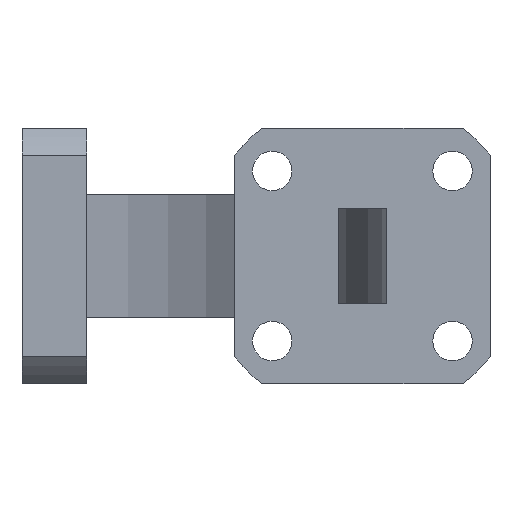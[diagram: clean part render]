
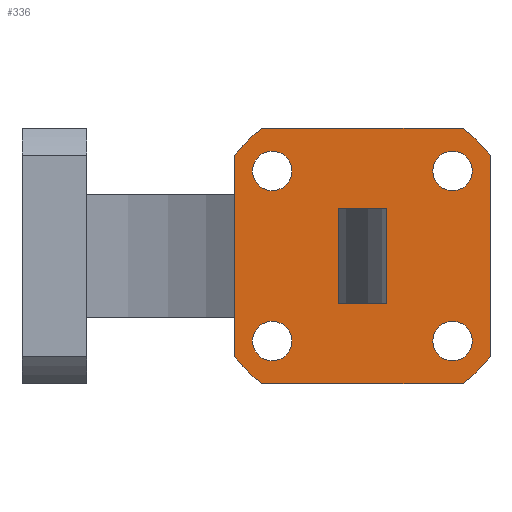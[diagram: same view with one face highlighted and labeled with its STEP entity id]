
A CAD part, front view. The second image highlights one B-rep face of the part: STEP entity #336.
In plain terms, the highlighted planar face has unit normal (0, -1, 0).
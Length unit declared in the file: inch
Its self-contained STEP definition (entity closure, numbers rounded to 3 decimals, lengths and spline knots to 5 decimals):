
#10 = CARTESIAN_POINT ( 'NONE',  ( 1.07, -1., 0.14 ) ) ;
#17 = CARTESIAN_POINT ( 'NONE',  ( 1.26496, -1., -0.25 ) ) ;
#26 = FACE_BOUND ( 'NONE', #914, .T. ) ;
#54 = ORIENTED_EDGE ( 'NONE', *, *, #1268, .T. ) ;
#66 = EDGE_CURVE ( 'NONE', #205, #514, #1210, .T. ) ;
#67 = ORIENTED_EDGE ( 'NONE', *, *, #696, .F. ) ;
#68 = VERTEX_POINT ( 'NONE', #569 ) ;
#69 = ORIENTED_EDGE ( 'NONE', *, *, #277, .F. ) ;
#72 = DIRECTION ( 'NONE',  ( -1., 0., 0. ) ) ;
#76 = CARTESIAN_POINT ( 'NONE',  ( 1.375, -1., 0.29626 ) ) ;
#83 = LINE ( 'NONE', #10, #1110 ) ;
#86 = DIRECTION ( 'NONE',  ( 0., 0., -1. ) ) ;
#92 = LINE ( 'NONE', #723, #1255 ) ;
#100 = CARTESIAN_POINT ( 'NONE',  ( 1., -1., 0. ) ) ;
#110 = CARTESIAN_POINT ( 'NONE',  ( 1., -1., 0. ) ) ;
#117 = CARTESIAN_POINT ( 'NONE',  ( 1.07, -1., -0.14 ) ) ;
#118 = CARTESIAN_POINT ( 'NONE',  ( 1.32296, -1., -0.25 ) ) ;
#121 = CIRCLE ( 'NONE', #412, 0.47791 ) ;
#143 = VECTOR ( 'NONE', #1122, 39.37008 ) ;
#144 = DIRECTION ( 'NONE',  ( 0., -1., 0. ) ) ;
#150 = EDGE_CURVE ( 'NONE', #1130, #564, #231, .T. ) ;
#159 = DIRECTION ( 'NONE',  ( 0., 0., -1. ) ) ;
#176 = VECTOR ( 'NONE', #411, 39.37008 ) ;
#192 = ORIENTED_EDGE ( 'NONE', *, *, #247, .F. ) ;
#194 = VECTOR ( 'NONE', #1346, 39.37008 ) ;
#205 = VERTEX_POINT ( 'NONE', #234 ) ;
#207 = VERTEX_POINT ( 'NONE', #341 ) ;
#225 = DIRECTION ( 'NONE',  ( 0., -1., 0. ) ) ;
#231 = LINE ( 'NONE', #921, #176 ) ;
#234 = CARTESIAN_POINT ( 'NONE',  ( 0.70374, -1., -0.375 ) ) ;
#238 = DIRECTION ( 'NONE',  ( 0., -1., 0. ) ) ;
#247 = EDGE_CURVE ( 'NONE', #399, #399, #707, .T. ) ;
#256 = VERTEX_POINT ( 'NONE', #1072 ) ;
#265 = CIRCLE ( 'NONE', #1213, 0.058 ) ;
#277 = EDGE_CURVE ( 'NONE', #318, #318, #797, .T. ) ;
#287 = CARTESIAN_POINT ( 'NONE',  ( 0.93, -1., 0.14 ) ) ;
#288 = FACE_BOUND ( 'NONE', #1003, .T. ) ;
#312 = EDGE_LOOP ( 'NONE', ( #705, #926, #560, #1238, #350, #379, #823, #889 ) ) ;
#318 = VERTEX_POINT ( 'NONE', #118 ) ;
#330 = EDGE_LOOP ( 'NONE', ( #342, #494, #1158, #54 ) ) ;
#332 = CARTESIAN_POINT ( 'NONE',  ( 0.79304, -1., 0.25 ) ) ;
#336 = ADVANCED_FACE ( 'NONE', ( #288, #655, #26, #1101, #831, #688 ), #357, .T. ) ;
#337 = CIRCLE ( 'NONE', #699, 0.47791 ) ;
#341 = CARTESIAN_POINT ( 'NONE',  ( 1.375, -1., -0.29626 ) ) ;
#342 = ORIENTED_EDGE ( 'NONE', *, *, #539, .T. ) ;
#343 = EDGE_CURVE ( 'NONE', #1123, #205, #1272, .T. ) ;
#350 = ORIENTED_EDGE ( 'NONE', *, *, #510, .T. ) ;
#354 = CARTESIAN_POINT ( 'NONE',  ( 1.32296, -1., 0.25 ) ) ;
#357 = PLANE ( 'NONE',  #886 ) ;
#379 = ORIENTED_EDGE ( 'NONE', *, *, #343, .T. ) ;
#397 = CARTESIAN_POINT ( 'NONE',  ( 0.625, -1., -0.375 ) ) ;
#399 = VERTEX_POINT ( 'NONE', #332 ) ;
#411 = DIRECTION ( 'NONE',  ( 1., 0., 0. ) ) ;
#412 = AXIS2_PLACEMENT_3D ( 'NONE', #110, #238, #938 ) ;
#444 = VERTEX_POINT ( 'NONE', #499 ) ;
#494 = ORIENTED_EDGE ( 'NONE', *, *, #592, .T. ) ;
#499 = CARTESIAN_POINT ( 'NONE',  ( 1.29626, -1., 0.375 ) ) ;
#509 = DIRECTION ( 'NONE',  ( -1., 0., 0. ) ) ;
#510 = EDGE_CURVE ( 'NONE', #1004, #1123, #687, .T. ) ;
#514 = VERTEX_POINT ( 'NONE', #1234 ) ;
#533 = DIRECTION ( 'NONE',  ( 0., -1., 0. ) ) ;
#539 = EDGE_CURVE ( 'NONE', #981, #256, #92, .T. ) ;
#540 = CARTESIAN_POINT ( 'NONE',  ( 0.70374, -1., 0.375 ) ) ;
#560 = ORIENTED_EDGE ( 'NONE', *, *, #568, .T. ) ;
#564 = VERTEX_POINT ( 'NONE', #710 ) ;
#568 = EDGE_CURVE ( 'NONE', #444, #1248, #877, .T. ) ;
#569 = CARTESIAN_POINT ( 'NONE',  ( 0.79304, -1., -0.25 ) ) ;
#573 = CARTESIAN_POINT ( 'NONE',  ( 1., -1., 0. ) ) ;
#590 = DIRECTION ( 'NONE',  ( 0., -1., 0. ) ) ;
#592 = EDGE_CURVE ( 'NONE', #256, #1130, #1207, .T. ) ;
#613 = EDGE_LOOP ( 'NONE', ( #69 ) ) ;
#616 = CARTESIAN_POINT ( 'NONE',  ( 1.375, -1., -0.375 ) ) ;
#635 = EDGE_CURVE ( 'NONE', #207, #686, #931, .T. ) ;
#654 = VECTOR ( 'NONE', #86, 39.37008 ) ;
#655 = FACE_BOUND ( 'NONE', #613, .T. ) ;
#665 = DIRECTION ( 'NONE',  ( 0., -1., 0. ) ) ;
#678 = CARTESIAN_POINT ( 'NONE',  ( 1., -1., 0. ) ) ;
#686 = VERTEX_POINT ( 'NONE', #76 ) ;
#687 = LINE ( 'NONE', #397, #654 ) ;
#688 = FACE_OUTER_BOUND ( 'NONE', #312, .T. ) ;
#696 = EDGE_CURVE ( 'NONE', #68, #68, #1171, .T. ) ;
#699 = AXIS2_PLACEMENT_3D ( 'NONE', #100, #533, #1039 ) ;
#705 = ORIENTED_EDGE ( 'NONE', *, *, #635, .T. ) ;
#707 = CIRCLE ( 'NONE', #842, 0.058 ) ;
#710 = CARTESIAN_POINT ( 'NONE',  ( 1.07, -1., 0.14 ) ) ;
#715 = DIRECTION ( 'NONE',  ( 0., -1., 0. ) ) ;
#716 = CIRCLE ( 'NONE', #1328, 0.47791 ) ;
#723 = CARTESIAN_POINT ( 'NONE',  ( 0.93, -1., -0.14 ) ) ;
#729 = CARTESIAN_POINT ( 'NONE',  ( 1.375, -1., -0.375 ) ) ;
#760 = CARTESIAN_POINT ( 'NONE',  ( 0.625, -1., 0.29626 ) ) ;
#761 = CARTESIAN_POINT ( 'NONE',  ( 1.26496, -1., 0.25 ) ) ;
#797 = CIRCLE ( 'NONE', #882, 0.058 ) ;
#806 = CARTESIAN_POINT ( 'NONE',  ( 1.375, -1., 0.375 ) ) ;
#823 = ORIENTED_EDGE ( 'NONE', *, *, #66, .T. ) ;
#831 = FACE_BOUND ( 'NONE', #330, .T. ) ;
#842 = AXIS2_PLACEMENT_3D ( 'NONE', #1280, #665, #953 ) ;
#847 = VECTOR ( 'NONE', #72, 39.37008 ) ;
#877 = LINE ( 'NONE', #806, #847 ) ;
#879 = DIRECTION ( 'NONE',  ( 0., -1., 0. ) ) ;
#882 = AXIS2_PLACEMENT_3D ( 'NONE', #17, #883, #1193 ) ;
#883 = DIRECTION ( 'NONE',  ( 0., -1., 0. ) ) ;
#886 = AXIS2_PLACEMENT_3D ( 'NONE', #1186, #879, #159 ) ;
#889 = ORIENTED_EDGE ( 'NONE', *, *, #910, .T. ) ;
#909 = CARTESIAN_POINT ( 'NONE',  ( 0.73504, -1., -0.25 ) ) ;
#910 = EDGE_CURVE ( 'NONE', #514, #207, #121, .T. ) ;
#912 = DIRECTION ( 'NONE',  ( 0., 0., 1. ) ) ;
#914 = EDGE_LOOP ( 'NONE', ( #1243 ) ) ;
#921 = CARTESIAN_POINT ( 'NONE',  ( 0.93, -1., 0.14 ) ) ;
#926 = ORIENTED_EDGE ( 'NONE', *, *, #1047, .T. ) ;
#931 = LINE ( 'NONE', #616, #1147 ) ;
#938 = DIRECTION ( 'NONE',  ( 1., 0., 0. ) ) ;
#953 = DIRECTION ( 'NONE',  ( 1., 0., 0. ) ) ;
#965 = DIRECTION ( 'NONE',  ( 1., 0., 0. ) ) ;
#981 = VERTEX_POINT ( 'NONE', #117 ) ;
#1003 = EDGE_LOOP ( 'NONE', ( #67 ) ) ;
#1004 = VERTEX_POINT ( 'NONE', #760 ) ;
#1035 = AXIS2_PLACEMENT_3D ( 'NONE', #909, #715, #1325 ) ;
#1039 = DIRECTION ( 'NONE',  ( 1., 0., 0. ) ) ;
#1047 = EDGE_CURVE ( 'NONE', #686, #444, #716, .T. ) ;
#1072 = CARTESIAN_POINT ( 'NONE',  ( 0.93, -1., -0.14 ) ) ;
#1090 = CARTESIAN_POINT ( 'NONE',  ( 0.625, -1., -0.29626 ) ) ;
#1101 = FACE_BOUND ( 'NONE', #1206, .T. ) ;
#1110 = VECTOR ( 'NONE', #1149, 39.37008 ) ;
#1122 = DIRECTION ( 'NONE',  ( 0., 0., 1. ) ) ;
#1123 = VERTEX_POINT ( 'NONE', #1090 ) ;
#1130 = VERTEX_POINT ( 'NONE', #1293 ) ;
#1141 = EDGE_CURVE ( 'NONE', #1248, #1004, #337, .T. ) ;
#1147 = VECTOR ( 'NONE', #912, 39.37008 ) ;
#1149 = DIRECTION ( 'NONE',  ( 0., 0., -1. ) ) ;
#1154 = AXIS2_PLACEMENT_3D ( 'NONE', #678, #590, #1308 ) ;
#1158 = ORIENTED_EDGE ( 'NONE', *, *, #150, .T. ) ;
#1171 = CIRCLE ( 'NONE', #1035, 0.058 ) ;
#1186 = CARTESIAN_POINT ( 'NONE',  ( 1., -1., 0. ) ) ;
#1193 = DIRECTION ( 'NONE',  ( 1., 0., 0. ) ) ;
#1202 = VERTEX_POINT ( 'NONE', #354 ) ;
#1206 = EDGE_LOOP ( 'NONE', ( #192 ) ) ;
#1207 = LINE ( 'NONE', #287, #143 ) ;
#1210 = LINE ( 'NONE', #729, #194 ) ;
#1213 = AXIS2_PLACEMENT_3D ( 'NONE', #761, #225, #965 ) ;
#1234 = CARTESIAN_POINT ( 'NONE',  ( 1.29626, -1., -0.375 ) ) ;
#1238 = ORIENTED_EDGE ( 'NONE', *, *, #1141, .T. ) ;
#1243 = ORIENTED_EDGE ( 'NONE', *, *, #1317, .F. ) ;
#1248 = VERTEX_POINT ( 'NONE', #540 ) ;
#1255 = VECTOR ( 'NONE', #509, 39.37008 ) ;
#1268 = EDGE_CURVE ( 'NONE', #564, #981, #83, .T. ) ;
#1272 = CIRCLE ( 'NONE', #1154, 0.47791 ) ;
#1280 = CARTESIAN_POINT ( 'NONE',  ( 0.73504, -1., 0.25 ) ) ;
#1281 = DIRECTION ( 'NONE',  ( 1., 0., 0. ) ) ;
#1293 = CARTESIAN_POINT ( 'NONE',  ( 0.93, -1., 0.14 ) ) ;
#1308 = DIRECTION ( 'NONE',  ( 1., 0., 0. ) ) ;
#1317 = EDGE_CURVE ( 'NONE', #1202, #1202, #265, .T. ) ;
#1325 = DIRECTION ( 'NONE',  ( 1., 0., 0. ) ) ;
#1328 = AXIS2_PLACEMENT_3D ( 'NONE', #573, #144, #1281 ) ;
#1346 = DIRECTION ( 'NONE',  ( 1., 0., 0. ) ) ;
